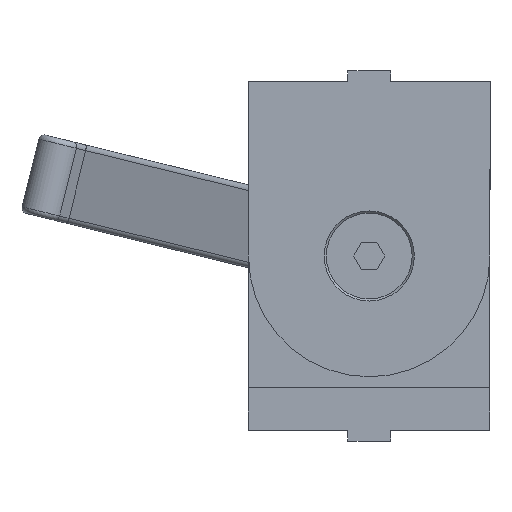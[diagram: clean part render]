
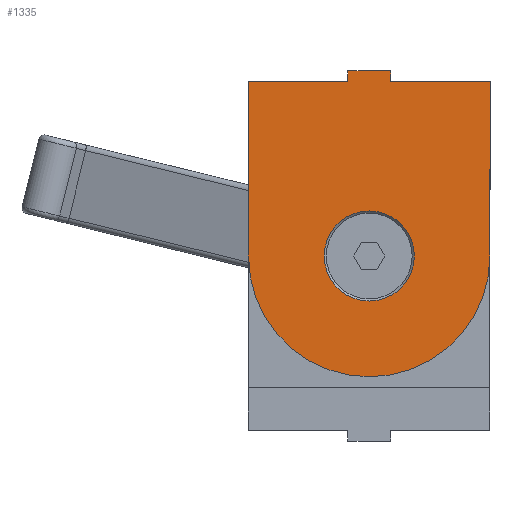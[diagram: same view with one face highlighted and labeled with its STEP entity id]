
A CAD part, left-side view. The second image highlights one B-rep face of the part: STEP entity #1335.
In plain terms, the highlighted face is planar.
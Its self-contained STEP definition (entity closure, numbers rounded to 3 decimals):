
#133=FACE_BOUND('',#348,.T.);
#134=FACE_BOUND('',#349,.T.);
#170=CIRCLE('',#1426,8.4);
#177=CIRCLE('',#1439,22.5);
#348=EDGE_LOOP('',(#1028));
#349=EDGE_LOOP('',(#1029,#1030,#1031,#1032,#1033,#1034,#1035,#1036));
#455=LINE('',#2052,#548);
#460=LINE('',#2063,#553);
#462=LINE('',#2066,#555);
#465=LINE('',#2072,#558);
#466=LINE('',#2074,#559);
#489=LINE('',#2151,#582);
#490=LINE('',#2153,#583);
#548=VECTOR('',#1609,2.);
#553=VECTOR('',#1618,2.);
#555=VECTOR('',#1622,8.);
#558=VECTOR('',#1627,18.5);
#559=VECTOR('',#1628,18.5);
#582=VECTOR('',#1707,32.5);
#583=VECTOR('',#1710,32.5);
#635=VERTEX_POINT('',#2045);
#638=VERTEX_POINT('',#2050);
#641=VERTEX_POINT('',#2060);
#642=VERTEX_POINT('',#2062);
#644=VERTEX_POINT('',#2070);
#645=VERTEX_POINT('',#2073);
#650=VERTEX_POINT('',#2086);
#666=VERTEX_POINT('',#2126);
#667=VERTEX_POINT('',#2128);
#762=EDGE_CURVE('',#638,#635,#455,.T.);
#767=EDGE_CURVE('',#642,#641,#460,.T.);
#769=EDGE_CURVE('',#641,#635,#462,.T.);
#772=EDGE_CURVE('',#638,#644,#465,.T.);
#773=EDGE_CURVE('',#645,#642,#466,.T.);
#779=EDGE_CURVE('',#650,#650,#170,.T.);
#798=EDGE_CURVE('',#667,#666,#177,.T.);
#809=EDGE_CURVE('',#644,#667,#489,.T.);
#810=EDGE_CURVE('',#645,#666,#490,.T.);
#1028=ORIENTED_EDGE('',*,*,#779,.T.);
#1029=ORIENTED_EDGE('',*,*,#810,.F.);
#1030=ORIENTED_EDGE('',*,*,#773,.T.);
#1031=ORIENTED_EDGE('',*,*,#767,.T.);
#1032=ORIENTED_EDGE('',*,*,#769,.T.);
#1033=ORIENTED_EDGE('',*,*,#762,.F.);
#1034=ORIENTED_EDGE('',*,*,#772,.T.);
#1035=ORIENTED_EDGE('',*,*,#809,.T.);
#1036=ORIENTED_EDGE('',*,*,#798,.T.);
#1284=PLANE('',#1449);
#1335=ADVANCED_FACE('',(#133,#134),#1284,.T.);
#1426=AXIS2_PLACEMENT_3D('',#2087,#1641,#1642);
#1439=AXIS2_PLACEMENT_3D('',#2129,#1679,#1680);
#1449=AXIS2_PLACEMENT_3D('',#2152,#1708,#1709);
#1609=DIRECTION('',(0.,0.,-1.));
#1618=DIRECTION('',(0.,0.,-1.));
#1622=DIRECTION('',(0.,1.,0.));
#1627=DIRECTION('',(0.,1.,0.));
#1628=DIRECTION('',(0.,1.,0.));
#1641=DIRECTION('center_axis',(-1.,0.,0.));
#1642=DIRECTION('ref_axis',(0.,1.,0.));
#1679=DIRECTION('center_axis',(1.,0.,0.));
#1680=DIRECTION('ref_axis',(0.,1.,0.));
#1707=DIRECTION('',(0.,0.,1.));
#1708=DIRECTION('center_axis',(1.,0.,0.));
#1709=DIRECTION('ref_axis',(0.,0.,-1.));
#1710=DIRECTION('',(0.,0.,1.));
#2045=CARTESIAN_POINT('',(22.5,4.,-2.));
#2050=CARTESIAN_POINT('',(22.5,4.,0.));
#2052=CARTESIAN_POINT('',(22.5,4.,0.));
#2060=CARTESIAN_POINT('',(22.5,-4.,-2.));
#2062=CARTESIAN_POINT('',(22.5,-4.,0.));
#2063=CARTESIAN_POINT('',(22.5,-4.,0.));
#2066=CARTESIAN_POINT('',(22.5,4.,-2.));
#2070=CARTESIAN_POINT('',(22.5,22.5,0.));
#2072=CARTESIAN_POINT('',(22.5,-22.5,0.));
#2073=CARTESIAN_POINT('',(22.5,-22.5,0.));
#2074=CARTESIAN_POINT('',(22.5,-22.5,0.));
#2086=CARTESIAN_POINT('',(22.5,8.4,32.5));
#2087=CARTESIAN_POINT('Origin',(22.5,0.,32.5));
#2126=CARTESIAN_POINT('',(22.5,-22.5,32.5));
#2128=CARTESIAN_POINT('',(22.5,22.5,32.5));
#2129=CARTESIAN_POINT('Origin',(22.5,0.,32.5));
#2151=CARTESIAN_POINT('',(22.5,22.5,0.));
#2152=CARTESIAN_POINT('Origin',(22.5,22.5,0.));
#2153=CARTESIAN_POINT('',(22.5,-22.5,0.));
